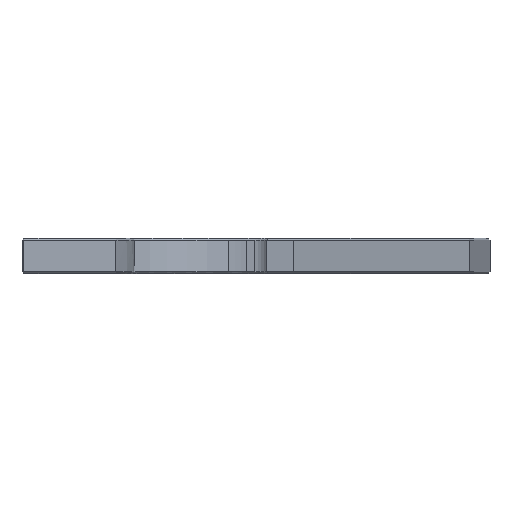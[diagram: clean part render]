
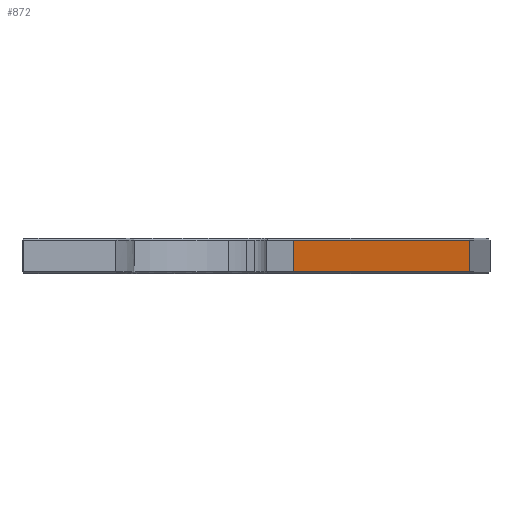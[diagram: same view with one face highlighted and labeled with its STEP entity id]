
A CAD part, left-side view. The second image highlights one B-rep face of the part: STEP entity #872.
In plain terms, the highlighted free-form (B-spline) face has degree [3, 1] with [6, 2] control points.
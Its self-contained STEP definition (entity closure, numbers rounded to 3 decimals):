
#76 = CARTESIAN_POINT ( 'NONE',  ( 151.863, -128.366, 8.5 ) ) ;
#143 = CARTESIAN_POINT ( 'NONE',  ( 141.953, -182.514, 8.5 ) ) ;
#235 = VERTEX_POINT ( 'NONE', #1566 ) ;
#265 = CARTESIAN_POINT ( 'NONE',  ( 141.953, -182.514, -8.5 ) ) ;
#426 = CARTESIAN_POINT ( 'NONE',  ( 144.226, -169.954, -8.5 ) ) ;
#436 = CARTESIAN_POINT ( 'NONE',  ( 156.003, -104.789, -8.5 ) ) ;
#490 = LINE ( 'NONE', #1284, #2090 ) ;
#648 = CARTESIAN_POINT ( 'NONE',  ( 158.541, -88.712, 9.5 ) ) ;
#665 = DIRECTION ( 'NONE',  ( 0., 0., -1. ) ) ;
#872 = ADVANCED_FACE ( 'NONE', ( #914 ), #3513, .F. ) ;
#914 = FACE_OUTER_BOUND ( 'NONE', #3055, .T. ) ;
#962 = CARTESIAN_POINT ( 'NONE',  ( 147.268, -152.95, 8.5 ) ) ;
#1049 = CARTESIAN_POINT ( 'NONE',  ( 141.953, -182.514, -8.5 ) ) ;
#1109 = VERTEX_POINT ( 'NONE', #265 ) ;
#1121 = VECTOR ( 'NONE', #665, 1000. ) ;
#1123 = B_SPLINE_CURVE_WITH_KNOTS ( 'NONE', 3,
 ( #1592, #1856, #1323, #2354, #426, #1049 ),
 .UNSPECIFIED., .F., .F.,
 ( 4, 1, 1, 4 ),
 ( 0., 0.423, 0.596, 1. ),
 .UNSPECIFIED. ) ;
#1182 = CARTESIAN_POINT ( 'NONE',  ( 144.226, -169.954, -8.5 ) ) ;
#1198 = CARTESIAN_POINT ( 'NONE',  ( 151.863, -128.366, 8.5 ) ) ;
#1284 = CARTESIAN_POINT ( 'NONE',  ( 141.953, -182.514, 9.5 ) ) ;
#1323 = CARTESIAN_POINT ( 'NONE',  ( 151.863, -128.366, -8.5 ) ) ;
#1385 = CARTESIAN_POINT ( 'NONE',  ( 144.226, -169.954, 8.5 ) ) ;
#1431 = ORIENTED_EDGE ( 'NONE', *, *, #2521, .T. ) ;
#1458 = CARTESIAN_POINT ( 'NONE',  ( 158.541, -88.712, 8.5 ) ) ;
#1475 = CARTESIAN_POINT ( 'NONE',  ( 158.541, -88.712, -8.5 ) ) ;
#1566 = CARTESIAN_POINT ( 'NONE',  ( 141.953, -182.514, 8.5 ) ) ;
#1592 = CARTESIAN_POINT ( 'NONE',  ( 158.541, -88.712, -8.5 ) ) ;
#1635 = VERTEX_POINT ( 'NONE', #2437 ) ;
#1685 = CARTESIAN_POINT ( 'NONE',  ( 158.541, -88.712, 8.5 ) ) ;
#1723 = ORIENTED_EDGE ( 'NONE', *, *, #2100, .T. ) ;
#1788 = LINE ( 'NONE', #648, #1121 ) ;
#1856 = CARTESIAN_POINT ( 'NONE',  ( 156.003, -104.789, -8.5 ) ) ;
#1970 = ORIENTED_EDGE ( 'NONE', *, *, #2189, .F. ) ;
#1973 = ORIENTED_EDGE ( 'NONE', *, *, #2592, .T. ) ;
#1989 = CARTESIAN_POINT ( 'NONE',  ( 141.953, -182.514, -8.5 ) ) ;
#2090 = VECTOR ( 'NONE', #2128, 1000. ) ;
#2100 = EDGE_CURVE ( 'NONE', #1635, #2984, #1788, .T. ) ;
#2128 = DIRECTION ( 'NONE',  ( 0., 0., -1. ) ) ;
#2189 = EDGE_CURVE ( 'NONE', #235, #1109, #490, .T. ) ;
#2354 = CARTESIAN_POINT ( 'NONE',  ( 147.268, -152.95, -8.5 ) ) ;
#2437 = CARTESIAN_POINT ( 'NONE',  ( 158.541, -88.712, 8.5 ) ) ;
#2510 = CARTESIAN_POINT ( 'NONE',  ( 147.268, -152.95, 8.5 ) ) ;
#2521 = EDGE_CURVE ( 'NONE', #2984, #1109, #1123, .T. ) ;
#2592 = EDGE_CURVE ( 'NONE', #235, #1635, #2916, .T. ) ;
#2802 = CARTESIAN_POINT ( 'NONE',  ( 141.953, -182.514, 8.5 ) ) ;
#2854 = CARTESIAN_POINT ( 'NONE',  ( 147.268, -152.95, -8.5 ) ) ;
#2864 = CARTESIAN_POINT ( 'NONE',  ( 158.541, -88.712, -8.5 ) ) ;
#2916 = B_SPLINE_CURVE_WITH_KNOTS ( 'NONE', 3,
 ( #2802, #1385, #2510, #76, #3334, #1685 ),
 .UNSPECIFIED., .F., .F.,
 ( 4, 1, 1, 4 ),
 ( 0., 0.404, 0.577, 1. ),
 .UNSPECIFIED. ) ;
#2984 = VERTEX_POINT ( 'NONE', #2864 ) ;
#3055 = EDGE_LOOP ( 'NONE', ( #1970, #1973, #1723, #1431 ) ) ;
#3334 = CARTESIAN_POINT ( 'NONE',  ( 156.003, -104.789, 8.5 ) ) ;
#3371 = CARTESIAN_POINT ( 'NONE',  ( 144.226, -169.954, 8.5 ) ) ;
#3385 = CARTESIAN_POINT ( 'NONE',  ( 151.863, -128.366, -8.5 ) ) ;
#3405 = CARTESIAN_POINT ( 'NONE',  ( 156.003, -104.789, 8.5 ) ) ;
#3513 = B_SPLINE_SURFACE_WITH_KNOTS ( 'NONE', 3, 1, ( 
 ( #1458, #1475 ),
 ( #3405, #436 ),
 ( #1198, #3385 ),
 ( #962, #2854 ),
 ( #3371, #1182 ),
 ( #143, #1989 ) ),
 .UNSPECIFIED., .F., .F., .F.,
 ( 4, 1, 1, 4 ),
 ( 2, 2 ),
 ( 0.547, 0.701, 0.763, 0.91 ),
 ( 0., 1. ),
 .UNSPECIFIED. ) ;
